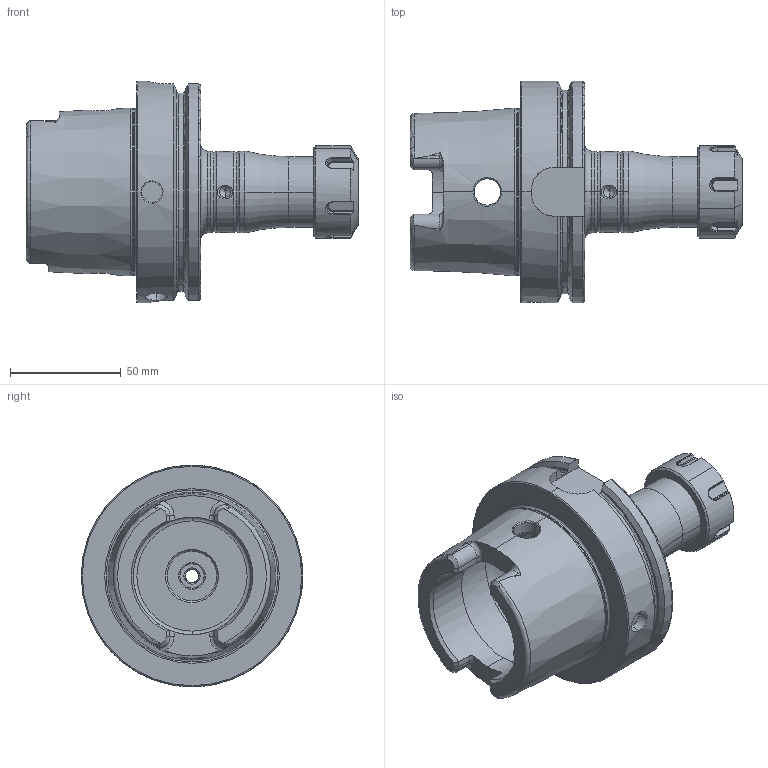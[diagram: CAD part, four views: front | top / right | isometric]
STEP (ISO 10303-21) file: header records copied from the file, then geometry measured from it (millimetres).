
FILE_DESCRIPTION (( 'STEP AP203' ), '1' );
FILE_NAME ('HA0.E25.K01.100.STEP', '2018-02-16T10:45:22', ( 'SWIAdmin' ), ( 'Hewlett-Packard Company' ), 'SwSTEP 2.0', 'SolidWorks 2017', '' );
FILE_SCHEMA (( 'CONFIG_CONTROL_DESIGN' ));
Length unit declared in the file: millimetre
Products named in the file (4): ERU-AN5.K01.020_A; E25-ER1.001.020; HA0.E25.K01.100; HA0-E25.K01.100_B_Fertigbearbeitung
Assembly tree (3 placements, depth 2):
  HA0.E25.K01.100
    HA0-E25.K01.100_B_Fertigbearbeitung
    ERU-AN5.K01.020_A
    E25-ER1.001.020
Bounding box: 149.9 x 100 x 100 mm (x, y, z)
Volume: 306946.8 mm3; surface area: 66485.4 mm2
Topology: 3 solids, 3 shells, 348 faces, 868 edges, 523 vertices
Faces by surface type: plane 125, cylinder 85, cone 83, torus 51, bspline 4
Entity records: 12638 total; most frequent: CARTESIAN_POINT 4161, ORIENTED_EDGE 1720, DIRECTION 1676, EDGE_CURVE 860, AXIS2_PLACEMENT_3D 662, VERTEX_POINT 523, EDGE_LOOP 363, LINE 352
